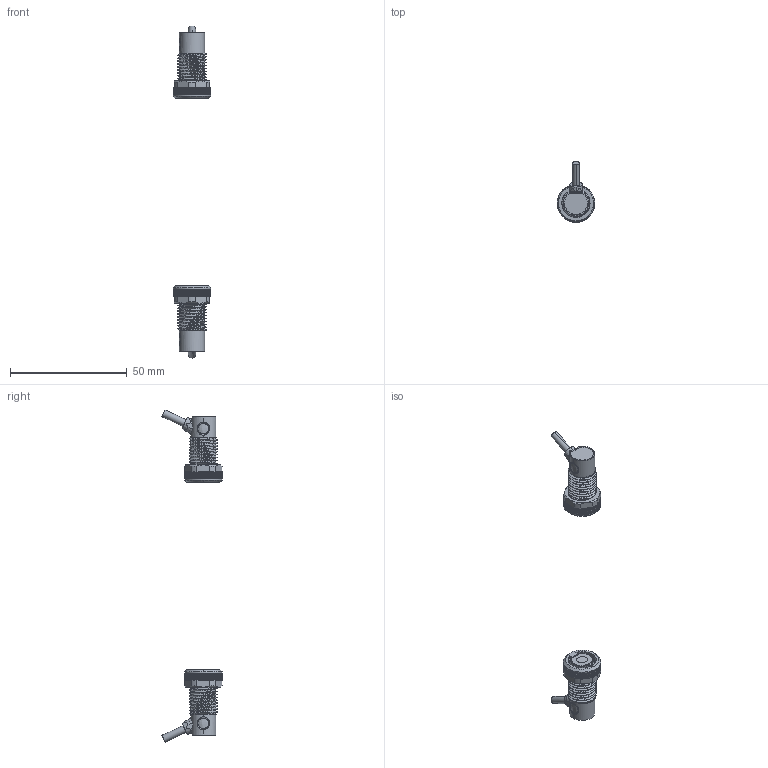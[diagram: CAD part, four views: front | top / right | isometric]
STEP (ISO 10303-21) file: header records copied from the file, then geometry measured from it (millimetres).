
FILE_DESCRIPTION (( 'STEP AP214' ), '1' );
FILE_NAME ('OP12-勤扞 妗极耀倰.STEP', '2024-10-24T07:11:26', ( '' ), ( '' ), 'SwSTEP 2.0', 'SolidWorks 2023', '' );
FILE_SCHEMA (( 'AUTOMOTIVE_DESIGN' ));
Length unit declared in the file: millimetre
Products named in the file (3): OP12-对射  实体模型; OP12-对射  实体模型_2
Assembly tree (2 placements, depth 2):
  OP12-对射  实体模型
    OP12-对射  实体模型_2
    OP12-对射  实体模型
Bounding box: 16 x 25.71 x 141.98 mm (x, y, z)
Surface area: 5743.2 mm2 (no closed solid volume)
Topology: 0 solids, 10 shells, 1395 faces, 4198 edges, 2865 vertices
Faces by surface type: plane 614, cylinder 593, bspline 158, cone 30
Entity records: 143033 total; most frequent: CARTESIAN_POINT 111010, ORIENTED_EDGE 8370, EDGE_CURVE 4198, DIRECTION 4165, VERTEX_POINT 2865, B_SPLINE_CURVE_WITH_KNOTS 2245, LINE 1621, VECTOR 1621
